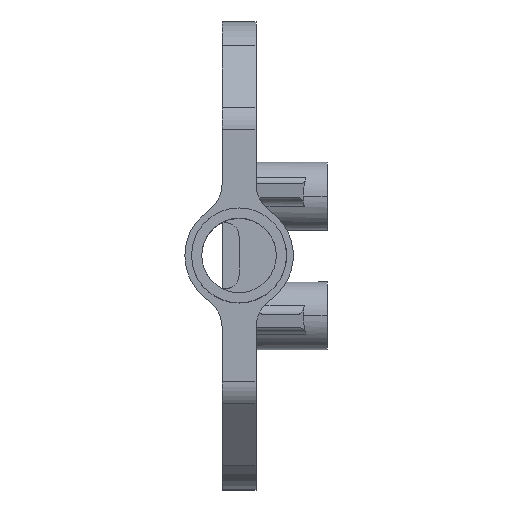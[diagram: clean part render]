
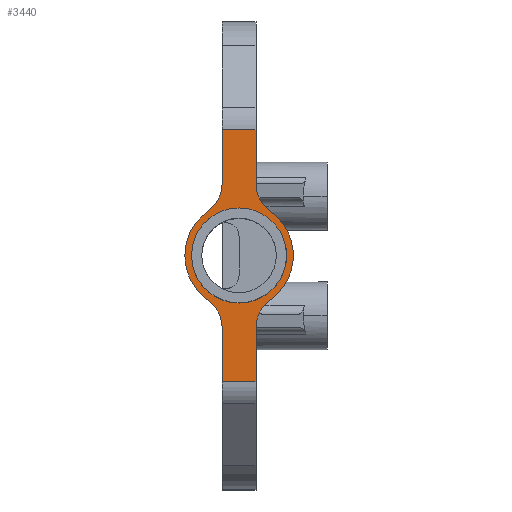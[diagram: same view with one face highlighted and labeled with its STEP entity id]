
A CAD part, top view. The second image highlights one B-rep face of the part: STEP entity #3440.
In plain terms, the highlighted planar face has unit normal (0, 0, 1).
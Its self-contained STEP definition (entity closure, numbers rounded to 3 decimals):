
#46 = DIRECTION ( 'NONE',  ( 0., 0., -1. ) ) ;
#86 = CARTESIAN_POINT ( 'NONE',  ( 2.5, 0., 6. ) ) ;
#112 = DIRECTION ( 'NONE',  ( -1., 0., 0. ) ) ;
#257 = EDGE_CURVE ( 'NONE', #443, #5659, #5982, .T. ) ;
#366 = DIRECTION ( 'NONE',  ( 0., 1., 0. ) ) ;
#426 = ORIENTED_EDGE ( 'NONE', *, *, #2114, .F. ) ;
#443 = VERTEX_POINT ( 'NONE', #945 ) ;
#501 = VERTEX_POINT ( 'NONE', #1067 ) ;
#509 = CARTESIAN_POINT ( 'NONE',  ( 2.5, 10.618, 6. ) ) ;
#557 = DIRECTION ( 'NONE',  ( -1., 0., 0. ) ) ;
#604 = VERTEX_POINT ( 'NONE', #3351 ) ;
#640 = AXIS2_PLACEMENT_3D ( 'NONE', #2718, #3191, #3697 ) ;
#700 = EDGE_CURVE ( 'NONE', #1278, #3159, #2841, .T. ) ;
#705 = CIRCLE ( 'NONE', #6456, 8. ) ;
#720 = EDGE_LOOP ( 'NONE', ( #3989, #5120 ) ) ;
#741 = EDGE_CURVE ( 'NONE', #744, #3914, #5714, .T. ) ;
#744 = VERTEX_POINT ( 'NONE', #3600 ) ;
#806 = ORIENTED_EDGE ( 'NONE', *, *, #3506, .T. ) ;
#945 = CARTESIAN_POINT ( 'NONE',  ( 7., 0., 6. ) ) ;
#962 = ORIENTED_EDGE ( 'NONE', *, *, #1084, .T. ) ;
#1041 = VERTEX_POINT ( 'NONE', #3451 ) ;
#1067 = CARTESIAN_POINT ( 'NONE',  ( 2.5, 18.605, 6. ) ) ;
#1084 = EDGE_CURVE ( 'NONE', #3178, #3159, #5151, .T. ) ;
#1177 = EDGE_CURVE ( 'NONE', #5185, #5251, #5871, .T. ) ;
#1211 = DIRECTION ( 'NONE',  ( -1., 0., 0. ) ) ;
#1278 = VERTEX_POINT ( 'NONE', #2823 ) ;
#1385 = CARTESIAN_POINT ( 'NONE',  ( 4.615, 6.534, 6. ) ) ;
#1579 = CARTESIAN_POINT ( 'NONE',  ( 0., 0., 6. ) ) ;
#1590 = EDGE_CURVE ( 'NONE', #1895, #5414, #4106, .T. ) ;
#1603 = DIRECTION ( 'NONE',  ( -1., 0., 0. ) ) ;
#1655 = VECTOR ( 'NONE', #2075, 1000. ) ;
#1715 = ORIENTED_EDGE ( 'NONE', *, *, #741, .T. ) ;
#1753 = ORIENTED_EDGE ( 'NONE', *, *, #3109, .T. ) ;
#1854 = ORIENTED_EDGE ( 'NONE', *, *, #1590, .T. ) ;
#1895 = VERTEX_POINT ( 'NONE', #3685 ) ;
#1930 = CARTESIAN_POINT ( 'NONE',  ( -7., 0., 6. ) ) ;
#1942 = EDGE_LOOP ( 'NONE', ( #4735, #962, #6100, #426, #1715, #3987, #1854, #4177, #1753, #2513, #2332, #6211, #806 ) ) ;
#2008 = DIRECTION ( 'NONE',  ( 0., 0., -1. ) ) ;
#2020 = CARTESIAN_POINT ( 'NONE',  ( 2.5, -18.605, 6. ) ) ;
#2050 = CARTESIAN_POINT ( 'NONE',  ( 0., 0., 6. ) ) ;
#2075 = DIRECTION ( 'NONE',  ( 1., 0., 0. ) ) ;
#2078 = DIRECTION ( 'NONE',  ( 0., 0., -1. ) ) ;
#2114 = EDGE_CURVE ( 'NONE', #744, #1278, #705, .T. ) ;
#2159 = CARTESIAN_POINT ( 'NONE',  ( 2.5, 0., 6. ) ) ;
#2230 = CARTESIAN_POINT ( 'NONE',  ( 7.5, 10.618, 6. ) ) ;
#2332 = ORIENTED_EDGE ( 'NONE', *, *, #1177, .T. ) ;
#2419 = DIRECTION ( 'NONE',  ( 0., 0., -1. ) ) ;
#2426 = FACE_BOUND ( 'NONE', #720, .T. ) ;
#2513 = ORIENTED_EDGE ( 'NONE', *, *, #3074, .F. ) ;
#2525 = CARTESIAN_POINT ( 'NONE',  ( 2.5, -10.618, 6. ) ) ;
#2587 = CIRCLE ( 'NONE', #3322, 5. ) ;
#2650 = DIRECTION ( 'NONE',  ( 0., 1., 0. ) ) ;
#2672 = CARTESIAN_POINT ( 'NONE',  ( -2.5, -10.618, 6. ) ) ;
#2718 = CARTESIAN_POINT ( 'NONE',  ( 0., 0., 6. ) ) ;
#2749 = DIRECTION ( 'NONE',  ( 0., 0., -1. ) ) ;
#2823 = CARTESIAN_POINT ( 'NONE',  ( -8., 0., 6. ) ) ;
#2841 = CIRCLE ( 'NONE', #4464, 8. ) ;
#2952 = DIRECTION ( 'NONE',  ( -1., 0., 0. ) ) ;
#3021 = DIRECTION ( 'NONE',  ( 0., 0., -1. ) ) ;
#3030 = DIRECTION ( 'NONE',  ( 0., 0., -1. ) ) ;
#3048 = DIRECTION ( 'NONE',  ( -1., 0., 0. ) ) ;
#3066 = CARTESIAN_POINT ( 'NONE',  ( -2.5, 10.618, 6. ) ) ;
#3074 = EDGE_CURVE ( 'NONE', #5185, #604, #4675, .T. ) ;
#3109 = EDGE_CURVE ( 'NONE', #5724, #604, #2587, .T. ) ;
#3159 = VERTEX_POINT ( 'NONE', #6400 ) ;
#3178 = VERTEX_POINT ( 'NONE', #3066 ) ;
#3184 = CARTESIAN_POINT ( 'NONE',  ( 0., 0., 6. ) ) ;
#3191 = DIRECTION ( 'NONE',  ( 0., 0., -1. ) ) ;
#3297 = AXIS2_PLACEMENT_3D ( 'NONE', #5008, #3030, #2952 ) ;
#3303 = LINE ( 'NONE', #2159, #5175 ) ;
#3322 = AXIS2_PLACEMENT_3D ( 'NONE', #5128, #2078, #557 ) ;
#3351 = CARTESIAN_POINT ( 'NONE',  ( 4.615, -6.534, 6. ) ) ;
#3440 = ADVANCED_FACE ( 'NONE', ( #4748, #2426 ), #5618, .F. ) ;
#3441 = EDGE_CURVE ( 'NONE', #5659, #443, #5130, .T. ) ;
#3451 = CARTESIAN_POINT ( 'NONE',  ( -2.5, 18.605, 6. ) ) ;
#3506 = EDGE_CURVE ( 'NONE', #501, #1041, #4387, .T. ) ;
#3580 = CARTESIAN_POINT ( 'NONE',  ( 0., -18.605, 6. ) ) ;
#3600 = CARTESIAN_POINT ( 'NONE',  ( -4.615, -6.534, 6. ) ) ;
#3662 = DIRECTION ( 'NONE',  ( -1., 0., 0. ) ) ;
#3685 = CARTESIAN_POINT ( 'NONE',  ( -2.5, -18.605, 6. ) ) ;
#3697 = DIRECTION ( 'NONE',  ( -1., 0., 0. ) ) ;
#3732 = VECTOR ( 'NONE', #4114, 1000. ) ;
#3889 = VECTOR ( 'NONE', #5416, 1000. ) ;
#3909 = DIRECTION ( 'NONE',  ( -1., 0., 0. ) ) ;
#3914 = VERTEX_POINT ( 'NONE', #2672 ) ;
#3978 = CARTESIAN_POINT ( 'NONE',  ( -2.5, 0., 6. ) ) ;
#3987 = ORIENTED_EDGE ( 'NONE', *, *, #5566, .F. ) ;
#3989 = ORIENTED_EDGE ( 'NONE', *, *, #3441, .T. ) ;
#4106 = LINE ( 'NONE', #3580, #1655 ) ;
#4113 = CARTESIAN_POINT ( 'NONE',  ( -7.5, -10.618, 6. ) ) ;
#4114 = DIRECTION ( 'NONE',  ( 0., 1., 0. ) ) ;
#4177 = ORIENTED_EDGE ( 'NONE', *, *, #4450, .T. ) ;
#4297 = VECTOR ( 'NONE', #4951, 1000. ) ;
#4387 = LINE ( 'NONE', #5940, #3889 ) ;
#4437 = AXIS2_PLACEMENT_3D ( 'NONE', #2050, #5080, #1603 ) ;
#4450 = EDGE_CURVE ( 'NONE', #5414, #5724, #4462, .T. ) ;
#4462 = LINE ( 'NONE', #86, #3732 ) ;
#4464 = AXIS2_PLACEMENT_3D ( 'NONE', #4616, #46, #112 ) ;
#4588 = DIRECTION ( 'NONE',  ( -1., 0., 0. ) ) ;
#4616 = CARTESIAN_POINT ( 'NONE',  ( 0., 0., 6. ) ) ;
#4675 = CIRCLE ( 'NONE', #6154, 8. ) ;
#4735 = ORIENTED_EDGE ( 'NONE', *, *, #5078, .F. ) ;
#4748 = FACE_OUTER_BOUND ( 'NONE', #1942, .T. ) ;
#4924 = EDGE_CURVE ( 'NONE', #5251, #501, #3303, .T. ) ;
#4951 = DIRECTION ( 'NONE',  ( 0., 1., 0. ) ) ;
#5008 = CARTESIAN_POINT ( 'NONE',  ( -7.5, 10.618, 6. ) ) ;
#5078 = EDGE_CURVE ( 'NONE', #3178, #1041, #5315, .T. ) ;
#5080 = DIRECTION ( 'NONE',  ( 0., 0., -1. ) ) ;
#5120 = ORIENTED_EDGE ( 'NONE', *, *, #257, .T. ) ;
#5128 = CARTESIAN_POINT ( 'NONE',  ( 7.5, -10.618, 6. ) ) ;
#5130 = CIRCLE ( 'NONE', #6466, 7. ) ;
#5151 = CIRCLE ( 'NONE', #3297, 5. ) ;
#5175 = VECTOR ( 'NONE', #2650, 1000. ) ;
#5185 = VERTEX_POINT ( 'NONE', #1385 ) ;
#5251 = VERTEX_POINT ( 'NONE', #509 ) ;
#5315 = LINE ( 'NONE', #5319, #6477 ) ;
#5317 = DIRECTION ( 'NONE',  ( 0., 0., -1. ) ) ;
#5319 = CARTESIAN_POINT ( 'NONE',  ( -2.5, 0., 6. ) ) ;
#5368 = AXIS2_PLACEMENT_3D ( 'NONE', #2230, #2749, #3662 ) ;
#5414 = VERTEX_POINT ( 'NONE', #2020 ) ;
#5416 = DIRECTION ( 'NONE',  ( -1., 0., 0. ) ) ;
#5525 = CARTESIAN_POINT ( 'NONE',  ( 0., 0., 6. ) ) ;
#5566 = EDGE_CURVE ( 'NONE', #1895, #3914, #5648, .T. ) ;
#5618 = PLANE ( 'NONE',  #4437 ) ;
#5648 = LINE ( 'NONE', #3978, #4297 ) ;
#5659 = VERTEX_POINT ( 'NONE', #1930 ) ;
#5714 = CIRCLE ( 'NONE', #6137, 5. ) ;
#5724 = VERTEX_POINT ( 'NONE', #2525 ) ;
#5871 = CIRCLE ( 'NONE', #5368, 5. ) ;
#5940 = CARTESIAN_POINT ( 'NONE',  ( -2.5, 18.605, 6. ) ) ;
#5982 = CIRCLE ( 'NONE', #640, 7. ) ;
#6100 = ORIENTED_EDGE ( 'NONE', *, *, #700, .F. ) ;
#6137 = AXIS2_PLACEMENT_3D ( 'NONE', #4113, #3021, #4588 ) ;
#6154 = AXIS2_PLACEMENT_3D ( 'NONE', #5525, #2419, #3909 ) ;
#6211 = ORIENTED_EDGE ( 'NONE', *, *, #4924, .T. ) ;
#6400 = CARTESIAN_POINT ( 'NONE',  ( -4.615, 6.534, 6. ) ) ;
#6456 = AXIS2_PLACEMENT_3D ( 'NONE', #3184, #5317, #1211 ) ;
#6466 = AXIS2_PLACEMENT_3D ( 'NONE', #1579, #2008, #3048 ) ;
#6477 = VECTOR ( 'NONE', #366, 1000. ) ;
